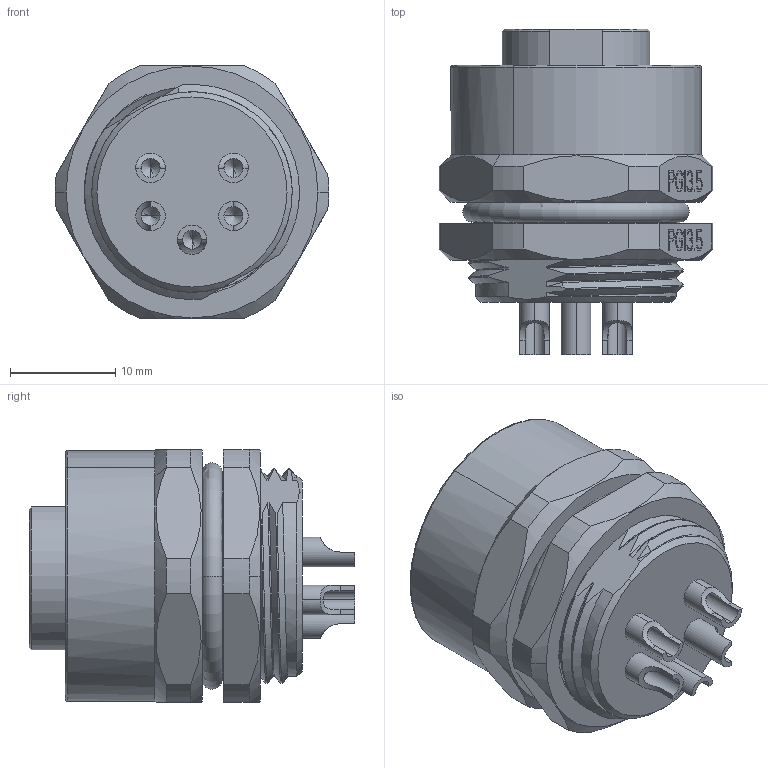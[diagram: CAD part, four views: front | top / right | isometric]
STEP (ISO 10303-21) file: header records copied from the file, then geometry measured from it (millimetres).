
FILE_DESCRIPTION((''),'2;1');
FILE_NAME('ASM0001_SW0001','2024-03-21T',('13288'),(''),'PRO/ENGINEER BY PARAMETRIC TECHNOLOGY CORPORATION, 2012480','PRO/ENGINEER BY PARAMETRIC TECHNOLOGY CORPORATION, 2012480','');
FILE_SCHEMA(('CONFIG_CONTROL_DESIGN'));
Length unit declared in the file: inch
Products named in the file (1): ASM0001_SW0001
Bounding box: 26 x 30.95 x 24 mm (x, y, z)
Volume: 8584.4 mm3; surface area: 7100.5 mm2
Topology: 1 solids, 2 shells, 841 faces, 2411 edges, 1602 vertices
Faces by surface type: plane 520, cylinder 134, cone 92, torus 48, bspline 47
Entity records: 34943 total; most frequent: CARTESIAN_POINT 13538, ORIENTED_EDGE 4802, DIRECTION 3982, EDGE_CURVE 2401, VERTEX_POINT 1602, VECTOR 1416, LINE 1416, AXIS2_PLACEMENT_3D 1283
